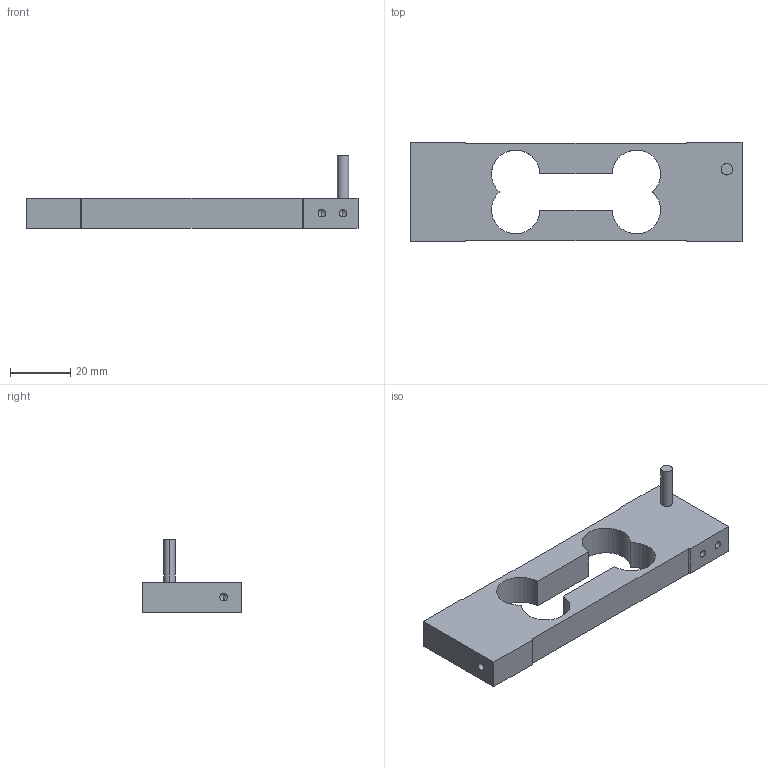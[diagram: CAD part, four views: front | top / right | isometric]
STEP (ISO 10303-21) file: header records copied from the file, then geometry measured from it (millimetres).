
FILE_DESCRIPTION (( '3' ), '' );
FILE_NAME ('', '', ( '' ), ( '' ), '', '', '' );
FILE_SCHEMA (( 'CONFIG_CONTROL_DESIGN' ));
Length unit declared in the file: millimetre
Products named in the file (1): 108PA-1kg
Bounding box: 110 x 33 x 24 mm (x, y, z)
Volume: 25044.8 mm3; surface area: 10358.4 mm2
Topology: 1 solids, 1 shells, 45 faces, 116 edges, 69 vertices
Faces by surface type: cylinder 22, plane 13, cone 10
Entity records: 1385 total; most frequent: DIRECTION 242, CARTESIAN_POINT 221, ORIENTED_EDGE 212, EDGE_CURVE 106, AXIS2_PLACEMENT_3D 90, VERTEX_POINT 69, LINE 62, VECTOR 62
